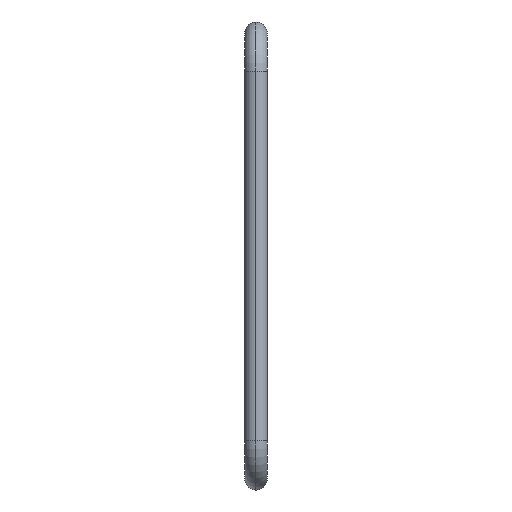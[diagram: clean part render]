
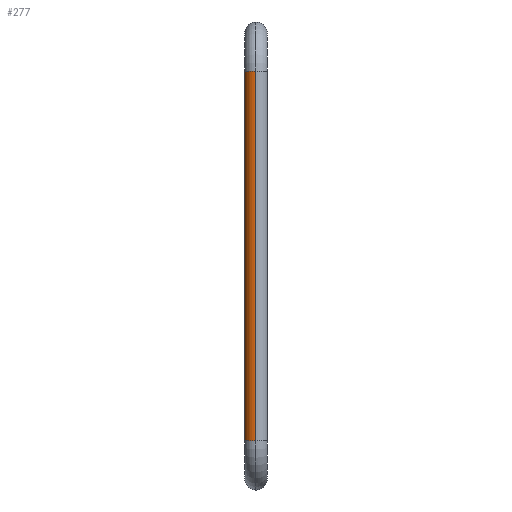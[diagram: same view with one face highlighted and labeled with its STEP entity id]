
A CAD part, left-side view. The second image highlights one B-rep face of the part: STEP entity #277.
In plain terms, the highlighted cylindrical face has radius 1.2 mm (diameter 2.4 mm), a partial arc.
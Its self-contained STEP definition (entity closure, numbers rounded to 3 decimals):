
#13 = EDGE_CURVE ( 'NONE', #430, #204, #354, .T. ) ;
#19 = DIRECTION ( 'NONE',  ( 0., 0., 1. ) ) ;
#34 = CARTESIAN_POINT ( 'NONE',  ( 0., 0., 19.5 ) ) ;
#38 = AXIS2_PLACEMENT_3D ( 'NONE', #34, #495, #338 ) ;
#41 = ORIENTED_EDGE ( 'NONE', *, *, #437, .F. ) ;
#43 = DIRECTION ( 'NONE',  ( 0., 0., -1. ) ) ;
#67 = CARTESIAN_POINT ( 'NONE',  ( -1.2, 0., -19.5 ) ) ;
#70 = CARTESIAN_POINT ( 'NONE',  ( 1.2, 0., 19.5 ) ) ;
#76 = EDGE_LOOP ( 'NONE', ( #364, #473, #340, #41 ) ) ;
#78 = AXIS2_PLACEMENT_3D ( 'NONE', #245, #19, #128 ) ;
#79 = CARTESIAN_POINT ( 'NONE',  ( 0., 0., 19.5 ) ) ;
#105 = LINE ( 'NONE', #183, #171 ) ;
#128 = DIRECTION ( 'NONE',  ( 1., 0., 0. ) ) ;
#171 = VECTOR ( 'NONE', #43, 1000. ) ;
#176 = CARTESIAN_POINT ( 'NONE',  ( -1.2, 0., 19.5 ) ) ;
#179 = EDGE_CURVE ( 'NONE', #248, #430, #193, .T. ) ;
#182 = FACE_OUTER_BOUND ( 'NONE', #76, .T. ) ;
#183 = CARTESIAN_POINT ( 'NONE',  ( -1.2, 0., 19.5 ) ) ;
#193 = LINE ( 'NONE', #70, #403 ) ;
#204 = VERTEX_POINT ( 'NONE', #67 ) ;
#206 = VERTEX_POINT ( 'NONE', #176 ) ;
#245 = CARTESIAN_POINT ( 'NONE',  ( 0., 0., -19.5 ) ) ;
#248 = VERTEX_POINT ( 'NONE', #376 ) ;
#258 = AXIS2_PLACEMENT_3D ( 'NONE', #79, #381, #457 ) ;
#277 = ADVANCED_FACE ( 'NONE', ( #182 ), #302, .T. ) ;
#279 = CARTESIAN_POINT ( 'NONE',  ( 1.2, 0., -19.5 ) ) ;
#302 = CYLINDRICAL_SURFACE ( 'NONE', #38, 1.2 ) ;
#338 = DIRECTION ( 'NONE',  ( -1., 0., 0. ) ) ;
#340 = ORIENTED_EDGE ( 'NONE', *, *, #13, .T. ) ;
#354 = CIRCLE ( 'NONE', #78, 1.2 ) ;
#361 = EDGE_CURVE ( 'NONE', #248, #206, #466, .T. ) ;
#364 = ORIENTED_EDGE ( 'NONE', *, *, #361, .F. ) ;
#374 = DIRECTION ( 'NONE',  ( 0., 0., -1. ) ) ;
#376 = CARTESIAN_POINT ( 'NONE',  ( 1.2, 0., 19.5 ) ) ;
#381 = DIRECTION ( 'NONE',  ( 0., 0., 1. ) ) ;
#403 = VECTOR ( 'NONE', #374, 1000. ) ;
#430 = VERTEX_POINT ( 'NONE', #279 ) ;
#437 = EDGE_CURVE ( 'NONE', #206, #204, #105, .T. ) ;
#457 = DIRECTION ( 'NONE',  ( 1., 0., 0. ) ) ;
#466 = CIRCLE ( 'NONE', #258, 1.2 ) ;
#473 = ORIENTED_EDGE ( 'NONE', *, *, #179, .T. ) ;
#495 = DIRECTION ( 'NONE',  ( 0., 0., -1. ) ) ;
